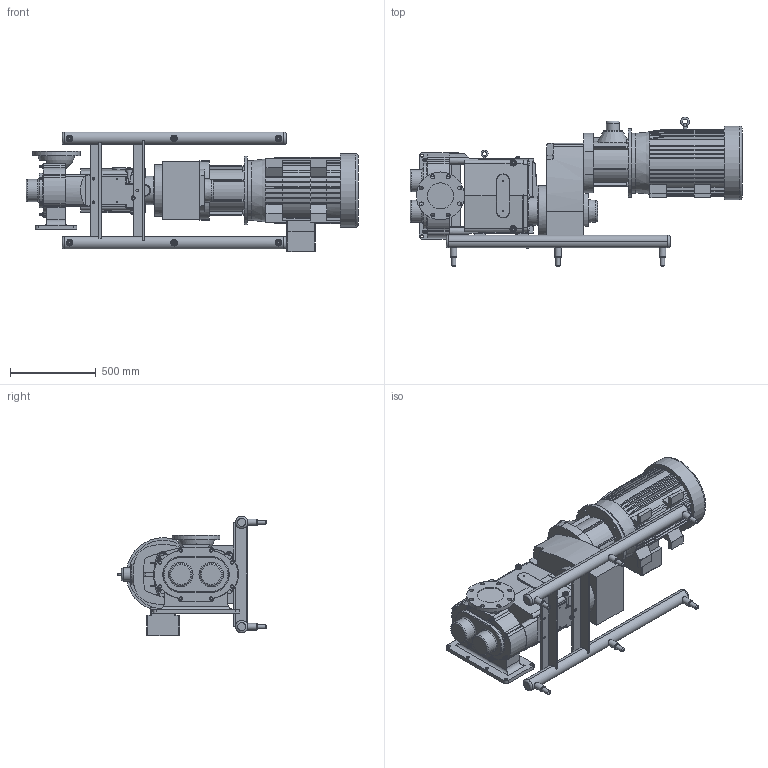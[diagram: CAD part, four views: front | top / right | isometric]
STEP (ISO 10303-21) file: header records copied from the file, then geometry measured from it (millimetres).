
FILE_DESCRIPTION(/* description */ (''),/* implementation_level */ '2;1');
FILE_NAME(/* name */ 'U1_324U1_326TC_(5 x 17.38)x6.0_S-Line_50HP_LH_SM.stp',/* time_stamp */ '2021-05-24T16:25:53+06:00',/* author */ ('trtmhr'),/* organization */ (''),/* preprocessor_version */ 'ST-DEVELOPER v18.1',/* originating_system */ 'Autodesk Inventor 2020',/* authorisation */ '');
FILE_SCHEMA (('AUTOMOTIVE_DESIGN { 1 0 10303 214 3 1 1 }'));
Length unit declared in the file: inch
Products named in the file (1): U1_324U1_326TC_(5 x 17.38)x6.0_S-Line_50HP_LH_SM
Bounding box: 1937.59 x 870.82 x 699.97 mm (x, y, z)
Volume: 223625723.4 mm3; surface area: 5387499.8 mm2
Topology: 4 solids, 4 shells, 1294 faces, 3555 edges, 2342 vertices
Faces by surface type: plane 636, cylinder 400, bspline 108, torus 90, cone 51, sphere 9
Full cylindrical faces by diameter (mm): 7.62 x6, 7.798 x1, 14.275 x8, 14.3 x3, 15.24 x1, 16.662 x8, 16.669 x1, 19.05 x8, 22.225 x9, 23.876 x3, 25.4 x10, 29.21 x1, 31.75 x3, 38.1 x10, 42.672 x2, 75.997 x1, 111.989 x1, 130.175 x2, 152.4 x1, 279.4 x1, 299.974 x1, 350.012 x1, 399.999 x1, 429.514 x1
Entity records: 45250 total; most frequent: CARTESIAN_POINT 11927, ORIENTED_EDGE 7076, DIRECTION 6790, EDGE_CURVE 3538, AXIS2_PLACEMENT_3D 2490, VERTEX_POINT 2342, LINE 1810, VECTOR 1810
